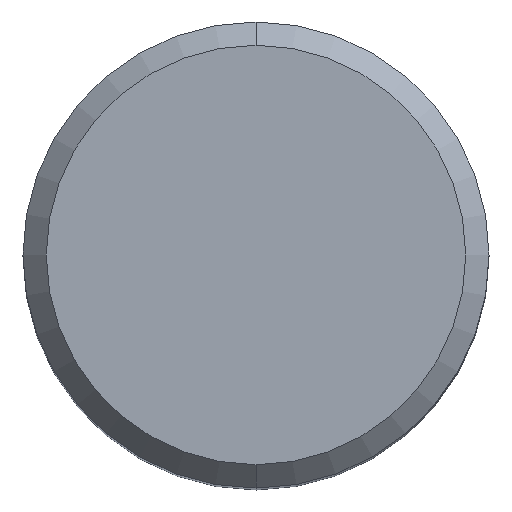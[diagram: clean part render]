
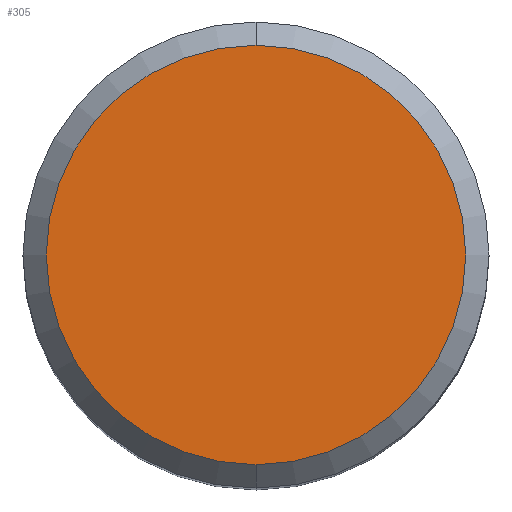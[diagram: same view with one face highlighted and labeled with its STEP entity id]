
A CAD part, top view. The second image highlights one B-rep face of the part: STEP entity #305.
In plain terms, the highlighted planar face has unit normal (0, 0, 1).
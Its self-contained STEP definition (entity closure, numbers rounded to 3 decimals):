
#193=EDGE_CURVE('',#195,#269,#496,.T.);
#195=VERTEX_POINT('',#498);
#269=VERTEX_POINT('',#575);
#305=ADVANCED_FACE('',(#616),#617,.T.);
#349=EDGE_CURVE('',#269,#195,#666,.T.);
#496=CIRCLE('',#869,9.0);
#498=CARTESIAN_POINT('',(0.0,9.0,0.));
#575=CARTESIAN_POINT('',(0.,-9.0,0.));
#616=FACE_OUTER_BOUND('',#1189,.T.);
#617=PLANE('',#1190);
#666=CIRCLE('',#1342,9.0);
#869=AXIS2_PLACEMENT_3D('',#1617,#1618,#1619);
#1189=EDGE_LOOP('',(#1731,#1732));
#1190=AXIS2_PLACEMENT_3D('',#1733,#1734,#1735);
#1342=AXIS2_PLACEMENT_3D('',#1805,#1806,#1807);
#1617=CARTESIAN_POINT('',(0.0,0.0,0.));
#1618=DIRECTION('',(0.0,0.0,-1.0));
#1619=DIRECTION('',(0.0,1.0,0.0));
#1731=ORIENTED_EDGE('',*,*,#193,.F.);
#1732=ORIENTED_EDGE('',*,*,#349,.F.);
#1733=CARTESIAN_POINT('',(0.0,4.5,0.));
#1734=DIRECTION('',(-0.0,0.0,1.0));
#1735=DIRECTION('',(0.0,-1.0,0.0));
#1805=CARTESIAN_POINT('',(0.0,0.0,0.));
#1806=DIRECTION('',(0.0,0.0,-1.0));
#1807=DIRECTION('',(0.0,1.0,0.0));
